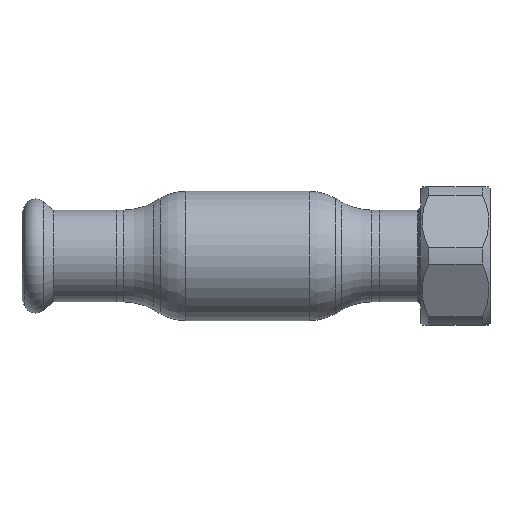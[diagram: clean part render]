
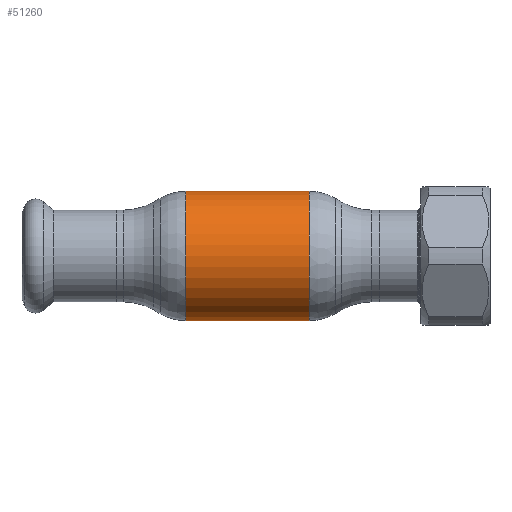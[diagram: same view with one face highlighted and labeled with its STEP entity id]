
A CAD part, front view. The second image highlights one B-rep face of the part: STEP entity #51260.
In plain terms, the highlighted cylindrical face has radius 15 mm (diameter 30 mm), a partial arc.
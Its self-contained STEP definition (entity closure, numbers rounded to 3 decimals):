
#15 = EDGE_CURVE ( 'NONE', #18291, #9891, #17959, .T. ) ;
#4749 = CARTESIAN_POINT ( 'NONE',  ( 14.285, 0., 0. ) ) ;
#7846 = DIRECTION ( 'NONE',  ( -1., 0., 0. ) ) ;
#8427 = DIRECTION ( 'NONE',  ( 0., 0., 1. ) ) ;
#9891 = VERTEX_POINT ( 'NONE', #58037 ) ;
#12011 = CARTESIAN_POINT ( 'NONE',  ( -62.69, 0., 0. ) ) ;
#12262 = VERTEX_POINT ( 'NONE', #57813 ) ;
#13483 = VECTOR ( 'NONE', #53679, 1000. ) ;
#15993 = AXIS2_PLACEMENT_3D ( 'NONE', #4749, #46280, #8427 ) ;
#17959 = CIRCLE ( 'NONE', #15993, 15. ) ;
#18237 = CIRCLE ( 'NONE', #52453, 15. ) ;
#18291 = VERTEX_POINT ( 'NONE', #23616 ) ;
#18360 = VECTOR ( 'NONE', #53365, 1000. ) ;
#20063 = EDGE_CURVE ( 'NONE', #18291, #52409, #52782, .T. ) ;
#20898 = CARTESIAN_POINT ( 'NONE',  ( -62.69, 0., 15. ) ) ;
#22886 = EDGE_CURVE ( 'NONE', #9891, #12262, #38898, .T. ) ;
#23616 = CARTESIAN_POINT ( 'NONE',  ( 14.285, 0., -15. ) ) ;
#26086 = CYLINDRICAL_SURFACE ( 'NONE', #31772, 15. ) ;
#26504 = DIRECTION ( 'NONE',  ( 0., 0., 1. ) ) ;
#31045 = CARTESIAN_POINT ( 'NONE',  ( -14.285, 0., 0. ) ) ;
#31772 = AXIS2_PLACEMENT_3D ( 'NONE', #12011, #34903, #53315 ) ;
#34903 = DIRECTION ( 'NONE',  ( -1., 0., 0. ) ) ;
#38117 = EDGE_CURVE ( 'NONE', #52409, #12262, #18237, .T. ) ;
#38898 = LINE ( 'NONE', #20898, #13483 ) ;
#41153 = CARTESIAN_POINT ( 'NONE',  ( -14.285, 0., -15. ) ) ;
#43770 = FACE_OUTER_BOUND ( 'NONE', #48333, .T. ) ;
#46280 = DIRECTION ( 'NONE',  ( -1., 0., 0. ) ) ;
#46722 = ORIENTED_EDGE ( 'NONE', *, *, #15, .T. ) ;
#48137 = CARTESIAN_POINT ( 'NONE',  ( -62.69, 0., -15. ) ) ;
#48333 = EDGE_LOOP ( 'NONE', ( #54150, #46722, #55480, #48386 ) ) ;
#48386 = ORIENTED_EDGE ( 'NONE', *, *, #38117, .F. ) ;
#51260 = ADVANCED_FACE ( 'NONE', ( #43770 ), #26086, .T. ) ;
#52409 = VERTEX_POINT ( 'NONE', #41153 ) ;
#52453 = AXIS2_PLACEMENT_3D ( 'NONE', #31045, #7846, #26504 ) ;
#52782 = LINE ( 'NONE', #48137, #18360 ) ;
#53315 = DIRECTION ( 'NONE',  ( 0., 0., 1. ) ) ;
#53365 = DIRECTION ( 'NONE',  ( -1., 0., 0. ) ) ;
#53679 = DIRECTION ( 'NONE',  ( -1., 0., 0. ) ) ;
#54150 = ORIENTED_EDGE ( 'NONE', *, *, #20063, .F. ) ;
#55480 = ORIENTED_EDGE ( 'NONE', *, *, #22886, .T. ) ;
#57813 = CARTESIAN_POINT ( 'NONE',  ( -14.285, 0., 15. ) ) ;
#58037 = CARTESIAN_POINT ( 'NONE',  ( 14.285, 0., 15. ) ) ;
